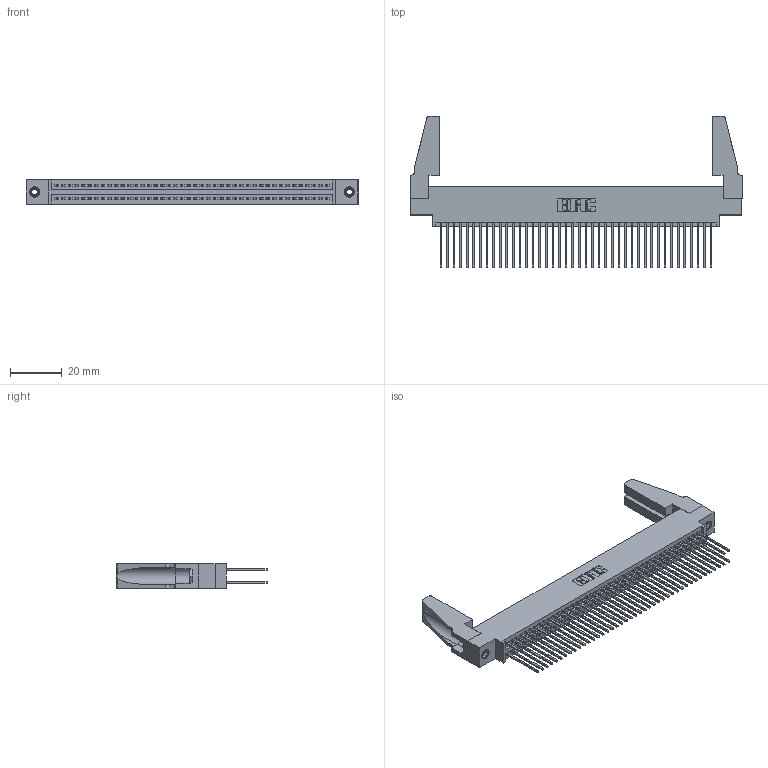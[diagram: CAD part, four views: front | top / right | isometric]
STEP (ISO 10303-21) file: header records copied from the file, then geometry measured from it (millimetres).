
FILE_DESCRIPTION (( 'STEP AP203' ), '1' );
FILE_NAME ('345-084-542-888.STEP', '2019-11-01T04:45:38', ( '' ), ( '' ), 'SwSTEP 2.0', 'SolidWorks 2016', '' );
FILE_SCHEMA (( 'CONFIG_CONTROL_DESIGN' ));
Length unit declared in the file: inch
Products named in the file (5): 345-220-078_345-220-088; 345 Part_0.170 Offset - 0.156 Dia-TH; 345-292-001_345-293-142; 345-084-542-888; 345-250-001_345-250-001-102
Assembly tree (89 placements, depth 2):
  345-084-542-888
    345 Part_0.170 Offset - 0.156 Dia-TH
    345-292-001_345-293-142  x84
    345-250-001_345-250-001-102  x2
    345-220-078_345-220-088  x2
Bounding box: 127.91 x 58.47 x 9.4 mm (x, y, z)
Volume: 15956.4 mm3; surface area: 23874.1 mm2
Topology: 89 solids, 89 shells, 4454 faces, 13183 edges, 8666 vertices
Faces by surface type: plane 2928, cylinder 1510, cone 12, torus 4
Entity records: 35252 total; most frequent: CARTESIAN_POINT 5906, ORIENTED_EDGE 5800, DIRECTION 5212, EDGE_CURVE 2900, LINE 2558, VECTOR 2558, VERTEX_POINT 1926, AXIS2_PLACEMENT_3D 1327
